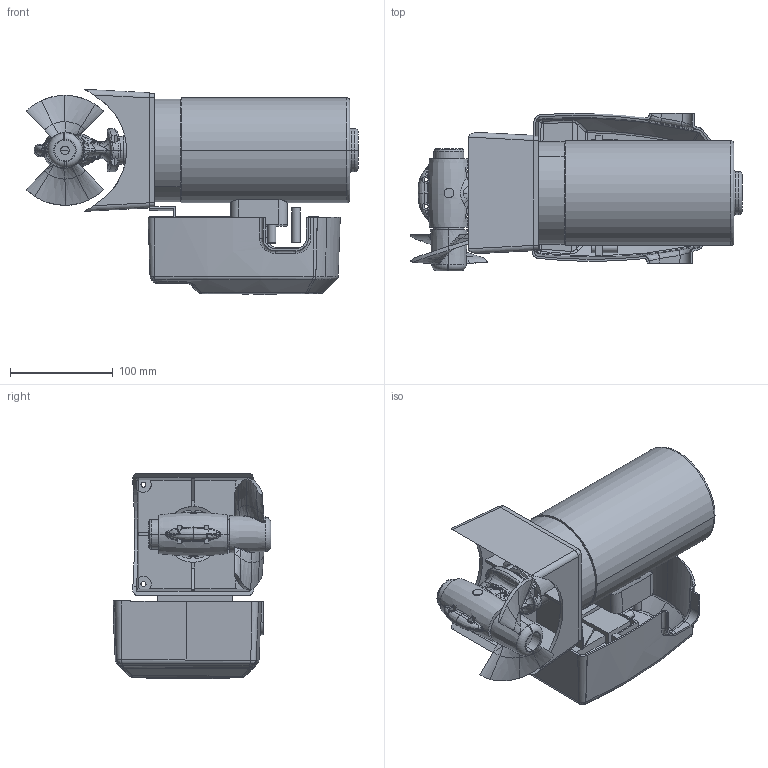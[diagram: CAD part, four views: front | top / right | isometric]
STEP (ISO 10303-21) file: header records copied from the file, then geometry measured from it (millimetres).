
FILE_DESCRIPTION(('CATIA V5 STEP Exchange'),'2;1');
FILE_NAME('CT25 Assembly with relay.stp','2019-04-25T09:31:45+00:00',('none'),('none'),'CATIA Version 5 Release 21 GA (IN-10)','CATIA V5 STEP AP203','none');
FILE_SCHEMA(('CONFIG_CONTROL_DESIGN'));
Length unit declared in the file: millimetre
Products named in the file (1): Product1
Assembly tree (12 placements, depth 2):
  Product1
    #58  x2
    #21436
    #21741
    #22104
    #22455
    #23186
    #25381
    #29560
    #30754
    #36632
    #60996
Bounding box: 322.83 x 153.6 x 199.61 mm (x, y, z)
Volume: 2308334.3 mm3; surface area: 442586.2 mm2
Topology: 16 solids, 16 shells, 1794 faces, 5570 edges, 3877 vertices
Faces by surface type: plane 1039, cylinder 365, bspline 269, revolution 46, cone 37, torus 22, extrusion 8, sphere 8
Entity records: 65884 total; most frequent: CARTESIAN_POINT 32670, ORIENTED_EDGE 8518, EDGE_CURVE 4259, DIRECTION 4227, VERTEX_POINT 3017, B_SPLINE_CURVE_WITH_KNOTS 1864, VECTOR 1706, LINE 1702
